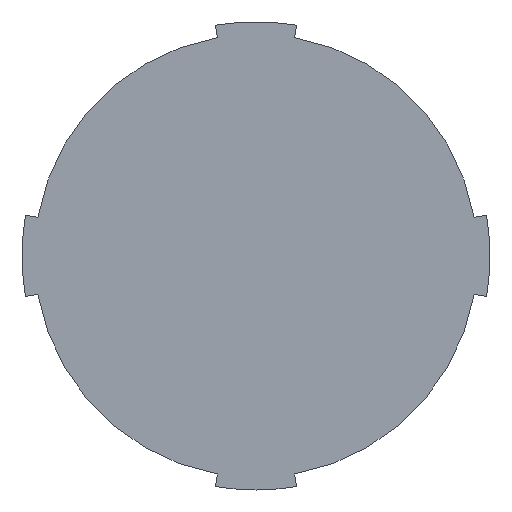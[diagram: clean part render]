
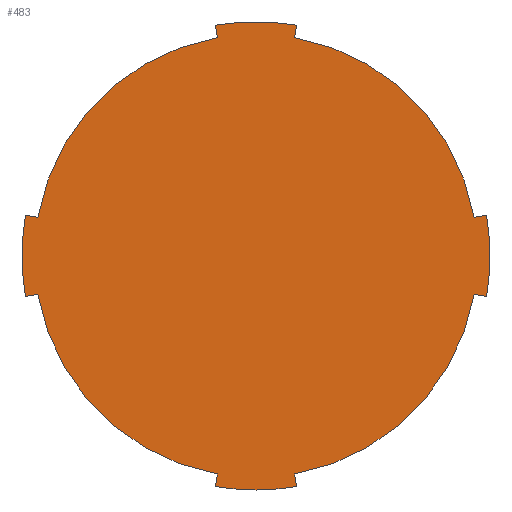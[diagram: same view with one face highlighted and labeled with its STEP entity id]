
A CAD part, front view. The second image highlights one B-rep face of the part: STEP entity #483.
In plain terms, the highlighted planar face has unit normal (0, -1, 0).
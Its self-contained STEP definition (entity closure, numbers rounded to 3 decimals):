
#1 = ORIENTED_EDGE ( 'NONE', *, *, #632, .F. ) ;
#2 = DIRECTION ( 'NONE',  ( 0., 1., 0. ) ) ;
#7 = VERTEX_POINT ( 'NONE', #110 ) ;
#9 = LINE ( 'NONE', #352, #16 ) ;
#14 = VERTEX_POINT ( 'NONE', #313 ) ;
#16 = VECTOR ( 'NONE', #493, 1000. ) ;
#19 = DIRECTION ( 'NONE',  ( 0., 0., 1. ) ) ;
#24 = CARTESIAN_POINT ( 'NONE',  ( 34.468, 0., 6.078 ) ) ;
#25 = CARTESIAN_POINT ( 'NONE',  ( 34.468, 0., -6.078 ) ) ;
#26 = EDGE_CURVE ( 'NONE', #420, #592, #631, .T. ) ;
#27 = VECTOR ( 'NONE', #339, 1000. ) ;
#41 = DIRECTION ( 'NONE',  ( 0., 0., 1. ) ) ;
#43 = CARTESIAN_POINT ( 'NONE',  ( 0., 0., 0. ) ) ;
#50 = VERTEX_POINT ( 'NONE', #150 ) ;
#54 = VERTEX_POINT ( 'NONE', #540 ) ;
#57 = ORIENTED_EDGE ( 'NONE', *, *, #259, .T. ) ;
#62 = VECTOR ( 'NONE', #201, 1000. ) ;
#70 = ORIENTED_EDGE ( 'NONE', *, *, #192, .F. ) ;
#76 = EDGE_CURVE ( 'NONE', #135, #404, #357, .T. ) ;
#77 = DIRECTION ( 'NONE',  ( 0., 1., 0. ) ) ;
#86 = CARTESIAN_POINT ( 'NONE',  ( 0., 0., -37. ) ) ;
#94 = ORIENTED_EDGE ( 'NONE', *, *, #340, .F. ) ;
#96 = VECTOR ( 'NONE', #490, 1000. ) ;
#100 = VERTEX_POINT ( 'NONE', #180 ) ;
#110 = CARTESIAN_POINT ( 'NONE',  ( -6.425, 0., 36.438 ) ) ;
#116 = CARTESIAN_POINT ( 'NONE',  ( 0., 0., 0. ) ) ;
#121 = CARTESIAN_POINT ( 'NONE',  ( -34.468, 0., 6.078 ) ) ;
#123 = CARTESIAN_POINT ( 'NONE',  ( 0., 0., 0. ) ) ;
#124 = AXIS2_PLACEMENT_3D ( 'NONE', #157, #2, #159 ) ;
#125 = VERTEX_POINT ( 'NONE', #121 ) ;
#128 = AXIS2_PLACEMENT_3D ( 'NONE', #627, #426, #487 ) ;
#131 = DIRECTION ( 'NONE',  ( 0., 0., 1. ) ) ;
#132 = LINE ( 'NONE', #527, #284 ) ;
#135 = VERTEX_POINT ( 'NONE', #25 ) ;
#141 = EDGE_CURVE ( 'NONE', #7, #50, #626, .T. ) ;
#149 = LINE ( 'NONE', #580, #27 ) ;
#150 = CARTESIAN_POINT ( 'NONE',  ( 6.425, 0., 36.438 ) ) ;
#156 = CIRCLE ( 'NONE', #124, 37. ) ;
#157 = CARTESIAN_POINT ( 'NONE',  ( 0., 0., 0. ) ) ;
#159 = DIRECTION ( 'NONE',  ( 0., 0., 1. ) ) ;
#162 = DIRECTION ( 'NONE',  ( -0.985, 0., -0.174 ) ) ;
#165 = CIRCLE ( 'NONE', #501, 35. ) ;
#167 = VERTEX_POINT ( 'NONE', #619 ) ;
#170 = DIRECTION ( 'NONE',  ( 0., 0., 1. ) ) ;
#172 = ORIENTED_EDGE ( 'NONE', *, *, #216, .T. ) ;
#180 = CARTESIAN_POINT ( 'NONE',  ( -6.078, 0., -34.468 ) ) ;
#183 = CARTESIAN_POINT ( 'NONE',  ( 36.438, 0., 6.425 ) ) ;
#189 = CARTESIAN_POINT ( 'NONE',  ( 0., 0., 0. ) ) ;
#192 = EDGE_CURVE ( 'NONE', #597, #521, #464, .T. ) ;
#197 = CARTESIAN_POINT ( 'NONE',  ( 0., 0., 0. ) ) ;
#198 = EDGE_CURVE ( 'NONE', #404, #508, #377, .T. ) ;
#201 = DIRECTION ( 'NONE',  ( 0.174, 0., 0.985 ) ) ;
#203 = CIRCLE ( 'NONE', #439, 37. ) ;
#204 = ORIENTED_EDGE ( 'NONE', *, *, #26, .F. ) ;
#214 = EDGE_CURVE ( 'NONE', #100, #167, #452, .T. ) ;
#216 = EDGE_CURVE ( 'NONE', #125, #251, #132, .T. ) ;
#219 = CARTESIAN_POINT ( 'NONE',  ( 6.425, 0., -36.438 ) ) ;
#222 = EDGE_CURVE ( 'NONE', #617, #50, #325, .T. ) ;
#225 = CARTESIAN_POINT ( 'NONE',  ( 0., 0., 0. ) ) ;
#231 = CARTESIAN_POINT ( 'NONE',  ( 6.078, 0., 34.468 ) ) ;
#234 = EDGE_CURVE ( 'NONE', #344, #7, #149, .T. ) ;
#238 = CARTESIAN_POINT ( 'NONE',  ( 0., 0., 0. ) ) ;
#242 = DIRECTION ( 'NONE',  ( 0.985, 0., 0.174 ) ) ;
#246 = DIRECTION ( 'NONE',  ( 0., 1., 0. ) ) ;
#248 = CARTESIAN_POINT ( 'NONE',  ( -36.438, 0., 6.425 ) ) ;
#251 = VERTEX_POINT ( 'NONE', #248 ) ;
#259 = EDGE_CURVE ( 'NONE', #135, #54, #331, .T. ) ;
#260 = ORIENTED_EDGE ( 'NONE', *, *, #234, .F. ) ;
#269 = ORIENTED_EDGE ( 'NONE', *, *, #502, .F. ) ;
#272 = CARTESIAN_POINT ( 'NONE',  ( 6.078, 0., -34.468 ) ) ;
#279 = DIRECTION ( 'NONE',  ( 0., 1., 0. ) ) ;
#284 = VECTOR ( 'NONE', #630, 1000. ) ;
#285 = ORIENTED_EDGE ( 'NONE', *, *, #76, .F. ) ;
#287 = DIRECTION ( 'NONE',  ( 0., 0., 1. ) ) ;
#296 = DIRECTION ( 'NONE',  ( 0.985, 0., -0.174 ) ) ;
#299 = ORIENTED_EDGE ( 'NONE', *, *, #434, .F. ) ;
#300 = AXIS2_PLACEMENT_3D ( 'NONE', #225, #607, #554 ) ;
#305 = EDGE_CURVE ( 'NONE', #508, #597, #156, .T. ) ;
#313 = CARTESIAN_POINT ( 'NONE',  ( -36.438, 0., -6.425 ) ) ;
#323 = FACE_OUTER_BOUND ( 'NONE', #574, .T. ) ;
#325 = LINE ( 'NONE', #238, #62 ) ;
#331 = LINE ( 'NONE', #531, #447 ) ;
#334 = DIRECTION ( 'NONE',  ( 0., 1., 0. ) ) ;
#339 = DIRECTION ( 'NONE',  ( -0.174, 0., 0.985 ) ) ;
#340 = EDGE_CURVE ( 'NONE', #167, #14, #346, .T. ) ;
#342 = ORIENTED_EDGE ( 'NONE', *, *, #366, .T. ) ;
#344 = VERTEX_POINT ( 'NONE', #443 ) ;
#346 = LINE ( 'NONE', #544, #611 ) ;
#352 = CARTESIAN_POINT ( 'NONE',  ( 0., 0., 0. ) ) ;
#353 = AXIS2_PLACEMENT_3D ( 'NONE', #563, #358, #507 ) ;
#357 = CIRCLE ( 'NONE', #300, 35. ) ;
#358 = DIRECTION ( 'NONE',  ( 0., 1., 0. ) ) ;
#363 = CIRCLE ( 'NONE', #353, 37. ) ;
#366 = EDGE_CURVE ( 'NONE', #100, #521, #9, .T. ) ;
#369 = ORIENTED_EDGE ( 'NONE', *, *, #141, .F. ) ;
#372 = CARTESIAN_POINT ( 'NONE',  ( 0., 0., 0. ) ) ;
#376 = CIRCLE ( 'NONE', #437, 35. ) ;
#377 = LINE ( 'NONE', #43, #96 ) ;
#400 = ORIENTED_EDGE ( 'NONE', *, *, #214, .F. ) ;
#404 = VERTEX_POINT ( 'NONE', #272 ) ;
#409 = AXIS2_PLACEMENT_3D ( 'NONE', #372, #567, #131 ) ;
#414 = DIRECTION ( 'NONE',  ( 0., 0., 1. ) ) ;
#420 = VERTEX_POINT ( 'NONE', #24 ) ;
#426 = DIRECTION ( 'NONE',  ( 0., 1., 0. ) ) ;
#430 = EDGE_CURVE ( 'NONE', #14, #251, #203, .T. ) ;
#434 = EDGE_CURVE ( 'NONE', #617, #420, #165, .T. ) ;
#437 = AXIS2_PLACEMENT_3D ( 'NONE', #189, #334, #41 ) ;
#439 = AXIS2_PLACEMENT_3D ( 'NONE', #116, #279, #170 ) ;
#443 = CARTESIAN_POINT ( 'NONE',  ( -6.078, 0., 34.468 ) ) ;
#447 = VECTOR ( 'NONE', #296, 1000. ) ;
#452 = CIRCLE ( 'NONE', #555, 35. ) ;
#453 = ORIENTED_EDGE ( 'NONE', *, *, #305, .F. ) ;
#462 = DIRECTION ( 'NONE',  ( 0., 1., 0. ) ) ;
#464 = CIRCLE ( 'NONE', #128, 37. ) ;
#469 = CARTESIAN_POINT ( 'NONE',  ( 0., 0., 0. ) ) ;
#479 = ORIENTED_EDGE ( 'NONE', *, *, #198, .F. ) ;
#483 = ADVANCED_FACE ( 'NONE', ( #323 ), #603, .F. ) ;
#487 = DIRECTION ( 'NONE',  ( 0., 0., 1. ) ) ;
#490 = DIRECTION ( 'NONE',  ( 0.174, 0., -0.985 ) ) ;
#493 = DIRECTION ( 'NONE',  ( -0.174, 0., -0.985 ) ) ;
#496 = VECTOR ( 'NONE', #242, 1000. ) ;
#501 = AXIS2_PLACEMENT_3D ( 'NONE', #123, #462, #19 ) ;
#502 = EDGE_CURVE ( 'NONE', #592, #54, #363, .T. ) ;
#507 = DIRECTION ( 'NONE',  ( 0., 0., 1. ) ) ;
#508 = VERTEX_POINT ( 'NONE', #219 ) ;
#509 = CARTESIAN_POINT ( 'NONE',  ( -6.425, 0., -36.438 ) ) ;
#513 = ORIENTED_EDGE ( 'NONE', *, *, #222, .T. ) ;
#515 = CARTESIAN_POINT ( 'NONE',  ( 0., 0., 0. ) ) ;
#521 = VERTEX_POINT ( 'NONE', #509 ) ;
#527 = CARTESIAN_POINT ( 'NONE',  ( 0., 0., 0. ) ) ;
#531 = CARTESIAN_POINT ( 'NONE',  ( 0., 0., 0. ) ) ;
#533 = AXIS2_PLACEMENT_3D ( 'NONE', #515, #77, #414 ) ;
#540 = CARTESIAN_POINT ( 'NONE',  ( 36.438, 0., -6.425 ) ) ;
#541 = ORIENTED_EDGE ( 'NONE', *, *, #430, .F. ) ;
#544 = CARTESIAN_POINT ( 'NONE',  ( 0., 0., 0. ) ) ;
#554 = DIRECTION ( 'NONE',  ( 0., 0., 1. ) ) ;
#555 = AXIS2_PLACEMENT_3D ( 'NONE', #197, #246, #287 ) ;
#563 = CARTESIAN_POINT ( 'NONE',  ( 0., 0., 0. ) ) ;
#567 = DIRECTION ( 'NONE',  ( 0., 1., 0. ) ) ;
#574 = EDGE_LOOP ( 'NONE', ( #204, #299, #513, #369, #260, #1, #172, #541, #94, #400, #342, #70, #453, #479, #285, #57, #269 ) ) ;
#580 = CARTESIAN_POINT ( 'NONE',  ( 0., 0., 0. ) ) ;
#592 = VERTEX_POINT ( 'NONE', #183 ) ;
#597 = VERTEX_POINT ( 'NONE', #86 ) ;
#603 = PLANE ( 'NONE',  #533 ) ;
#607 = DIRECTION ( 'NONE',  ( 0., 1., 0. ) ) ;
#611 = VECTOR ( 'NONE', #162, 1000. ) ;
#617 = VERTEX_POINT ( 'NONE', #231 ) ;
#619 = CARTESIAN_POINT ( 'NONE',  ( -34.468, 0., -6.078 ) ) ;
#626 = CIRCLE ( 'NONE', #409, 37. ) ;
#627 = CARTESIAN_POINT ( 'NONE',  ( 0., 0., 0. ) ) ;
#630 = DIRECTION ( 'NONE',  ( -0.985, 0., 0.174 ) ) ;
#631 = LINE ( 'NONE', #469, #496 ) ;
#632 = EDGE_CURVE ( 'NONE', #125, #344, #376, .T. ) ;
